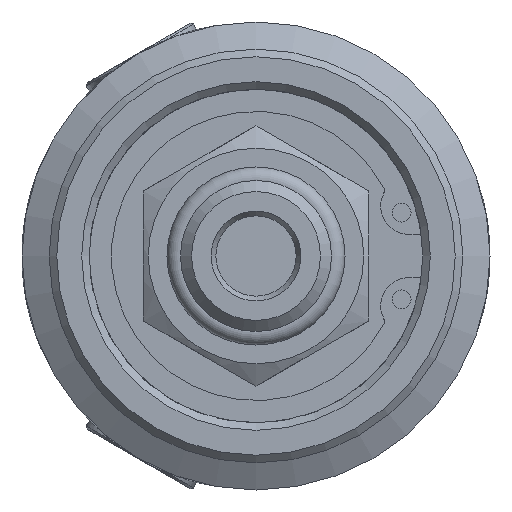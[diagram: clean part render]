
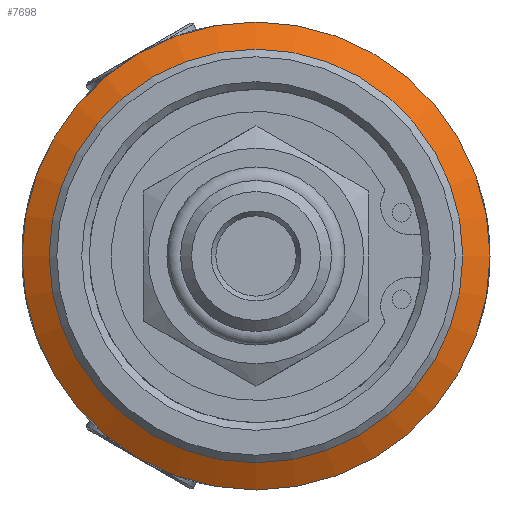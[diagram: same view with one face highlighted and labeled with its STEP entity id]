
A CAD part, left-side view. The second image highlights one B-rep face of the part: STEP entity #7698.
In plain terms, the highlighted conical face has half-angle 60 degrees and reference radius 23.312 mm.
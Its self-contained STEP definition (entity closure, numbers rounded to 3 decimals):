
#18=CONICAL_SURFACE('',#8187,23.312,1.047);
#1063=LINE('',#54051,#1511);
#1511=VECTOR('',#9480,23.312);
#2268=FACE_OUTER_BOUND('',#2742,.T.);
#2742=EDGE_LOOP('',(#6760,#6761,#6762,#6763,#6764,#6765));
#3033=CIRCLE('',#8135,24.75);
#3034=CIRCLE('',#8136,24.75);
#3050=CIRCLE('',#8188,21.874);
#3051=CIRCLE('',#8189,21.874);
#3708=VERTEX_POINT('',#53772);
#3709=VERTEX_POINT('',#53774);
#3757=VERTEX_POINT('',#54050);
#3758=VERTEX_POINT('',#54052);
#4729=EDGE_CURVE('',#3708,#3709,#3033,.T.);
#4730=EDGE_CURVE('',#3709,#3708,#3034,.T.);
#4798=EDGE_CURVE('',#3708,#3757,#1063,.T.);
#4799=EDGE_CURVE('',#3757,#3758,#3050,.T.);
#4800=EDGE_CURVE('',#3758,#3757,#3051,.T.);
#6760=ORIENTED_EDGE('',*,*,#4730,.F.);
#6761=ORIENTED_EDGE('',*,*,#4729,.F.);
#6762=ORIENTED_EDGE('',*,*,#4798,.T.);
#6763=ORIENTED_EDGE('',*,*,#4799,.T.);
#6764=ORIENTED_EDGE('',*,*,#4800,.T.);
#6765=ORIENTED_EDGE('',*,*,#4798,.F.);
#7698=ADVANCED_FACE('',(#2268),#18,.T.);
#8135=AXIS2_PLACEMENT_3D('',#53775,#9340,#9341);
#8136=AXIS2_PLACEMENT_3D('',#53776,#9342,#9343);
#8187=AXIS2_PLACEMENT_3D('',#54049,#9478,#9479);
#8188=AXIS2_PLACEMENT_3D('',#54053,#9481,#9482);
#8189=AXIS2_PLACEMENT_3D('',#54054,#9483,#9484);
#9340=DIRECTION('center_axis',(1.,0.,0.));
#9341=DIRECTION('ref_axis',(0.,1.,0.));
#9342=DIRECTION('center_axis',(1.,0.,0.));
#9343=DIRECTION('ref_axis',(0.,1.,0.));
#9478=DIRECTION('center_axis',(1.,0.,0.));
#9479=DIRECTION('ref_axis',(0.,1.,0.));
#9480=DIRECTION('',(-0.5,0.866,0.));
#9481=DIRECTION('center_axis',(1.,0.,0.));
#9482=DIRECTION('ref_axis',(0.,1.,0.));
#9483=DIRECTION('center_axis',(1.,0.,0.));
#9484=DIRECTION('ref_axis',(0.,1.,0.));
#53772=CARTESIAN_POINT('',(37.66,-24.75,0.));
#53774=CARTESIAN_POINT('',(37.66,24.75,0.));
#53775=CARTESIAN_POINT('Origin',(37.66,0.,0.));
#53776=CARTESIAN_POINT('Origin',(37.66,0.,0.));
#54049=CARTESIAN_POINT('Origin',(36.83,0.,0.));
#54050=CARTESIAN_POINT('',(36.,-21.874,0.));
#54051=CARTESIAN_POINT('',(36.83,-23.312,0.));
#54052=CARTESIAN_POINT('',(36.,21.874,0.));
#54053=CARTESIAN_POINT('Origin',(36.,0.,0.));
#54054=CARTESIAN_POINT('Origin',(36.,0.,0.));
